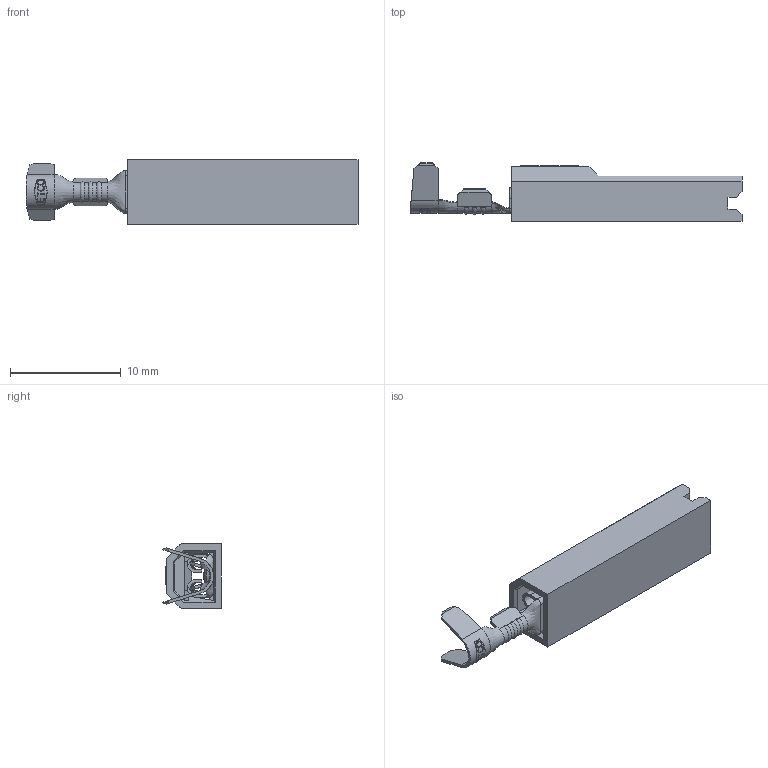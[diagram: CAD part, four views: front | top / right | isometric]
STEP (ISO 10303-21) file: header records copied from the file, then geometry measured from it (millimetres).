
FILE_DESCRIPTION (( 'STEP AP203' ), '1' );
FILE_NAME ('30240.STEP', '2015-01-29T18:48:05', ( '' ), ( '' ), 'SwSTEP 2.0', 'SolidWorks 2014', '' );
FILE_SCHEMA (( 'CONFIG_CONTROL_DESIGN' ));
Length unit declared in the file: inch
Products named in the file (3): D60N & D62N_D62N without carrier; P-14; 30240
Assembly tree (2 placements, depth 2):
  30240
    D60N & D62N_D62N without carrier
    P-14
Bounding box: 30.04 x 5.27 x 5.84 mm (x, y, z)
Volume: 290.8 mm3; surface area: 1038.2 mm2
Topology: 3 solids, 3 shells, 346 faces, 935 edges, 598 vertices
Faces by surface type: plane 201, bspline 79, cylinder 40, cone 12, torus 8, sphere 6
Entity records: 15405 total; most frequent: CARTESIAN_POINT 7112, ORIENTED_EDGE 1850, DIRECTION 1341, EDGE_CURVE 925, VERTEX_POINT 598, LINE 571, VECTOR 571, AXIS2_PLACEMENT_3D 385
